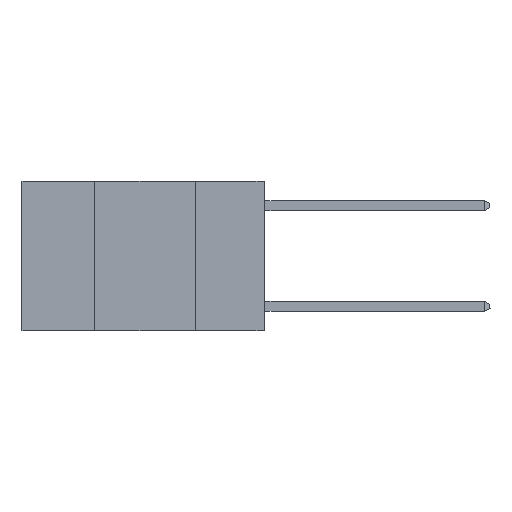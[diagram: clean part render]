
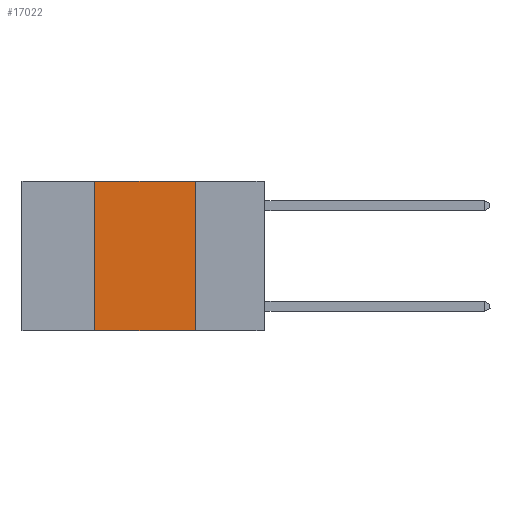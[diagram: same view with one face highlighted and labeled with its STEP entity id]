
A CAD part, left-side view. The second image highlights one B-rep face of the part: STEP entity #17022.
In plain terms, the highlighted planar face has unit normal (-1, 0, 0).
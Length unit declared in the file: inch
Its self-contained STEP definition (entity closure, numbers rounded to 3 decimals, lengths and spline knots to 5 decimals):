
#1102 = EDGE_CURVE ( 'NONE', #18040, #9146, #9390, .T. ) ;
#1500 = VECTOR ( 'NONE', #17713, 39.37008 ) ;
#2768 = CARTESIAN_POINT ( 'NONE',  ( 0., 0.17, 0. ) ) ;
#2887 = CARTESIAN_POINT ( 'NONE',  ( 0., 0.42, 0. ) ) ;
#3031 = DIRECTION ( 'NONE',  ( 0., 0., -1. ) ) ;
#3163 = ORIENTED_EDGE ( 'NONE', *, *, #1102, .F. ) ;
#4147 = VERTEX_POINT ( 'NONE', #7875 ) ;
#4551 = ORIENTED_EDGE ( 'NONE', *, *, #10672, .F. ) ;
#4869 = CARTESIAN_POINT ( 'NONE',  ( 0., 0.17, -0.37 ) ) ;
#5597 = CARTESIAN_POINT ( 'NONE',  ( 0., 0.17, 0. ) ) ;
#6870 = LINE ( 'NONE', #15096, #7290 ) ;
#7290 = VECTOR ( 'NONE', #17244, 39.37008 ) ;
#7875 = CARTESIAN_POINT ( 'NONE',  ( 0., 0.42, 0. ) ) ;
#7883 = LINE ( 'NONE', #22659, #14283 ) ;
#9146 = VERTEX_POINT ( 'NONE', #4869 ) ;
#9390 = LINE ( 'NONE', #5597, #19157 ) ;
#10126 = PLANE ( 'NONE',  #16940 ) ;
#10672 = EDGE_CURVE ( 'NONE', #19174, #4147, #23482, .T. ) ;
#14135 = EDGE_CURVE ( 'NONE', #19174, #9146, #7883, .T. ) ;
#14283 = VECTOR ( 'NONE', #20259, 39.37008 ) ;
#14291 = FACE_OUTER_BOUND ( 'NONE', #16883, .T. ) ;
#15096 = CARTESIAN_POINT ( 'NONE',  ( 0., 0.6, 0. ) ) ;
#15359 = ORIENTED_EDGE ( 'NONE', *, *, #14135, .T. ) ;
#16047 = DIRECTION ( 'NONE',  ( 0., 0., -1. ) ) ;
#16883 = EDGE_LOOP ( 'NONE', ( #3163, #18480, #4551, #15359 ) ) ;
#16940 = AXIS2_PLACEMENT_3D ( 'NONE', #24103, #17928, #16047 ) ;
#17022 = ADVANCED_FACE ( 'NONE', ( #14291 ), #10126, .F. ) ;
#17244 = DIRECTION ( 'NONE',  ( 0., -1., 0. ) ) ;
#17713 = DIRECTION ( 'NONE',  ( 0., 0., 1. ) ) ;
#17928 = DIRECTION ( 'NONE',  ( 1., 0., 0. ) ) ;
#18040 = VERTEX_POINT ( 'NONE', #2768 ) ;
#18186 = CARTESIAN_POINT ( 'NONE',  ( 0., 0.42, -0.37 ) ) ;
#18480 = ORIENTED_EDGE ( 'NONE', *, *, #18973, .F. ) ;
#18973 = EDGE_CURVE ( 'NONE', #4147, #18040, #6870, .T. ) ;
#19157 = VECTOR ( 'NONE', #3031, 39.37008 ) ;
#19174 = VERTEX_POINT ( 'NONE', #18186 ) ;
#20259 = DIRECTION ( 'NONE',  ( 0., -1., 0. ) ) ;
#22659 = CARTESIAN_POINT ( 'NONE',  ( 0., 0.6, -0.37 ) ) ;
#23482 = LINE ( 'NONE', #2887, #1500 ) ;
#24103 = CARTESIAN_POINT ( 'NONE',  ( 0., 0.6, 0. ) ) ;
